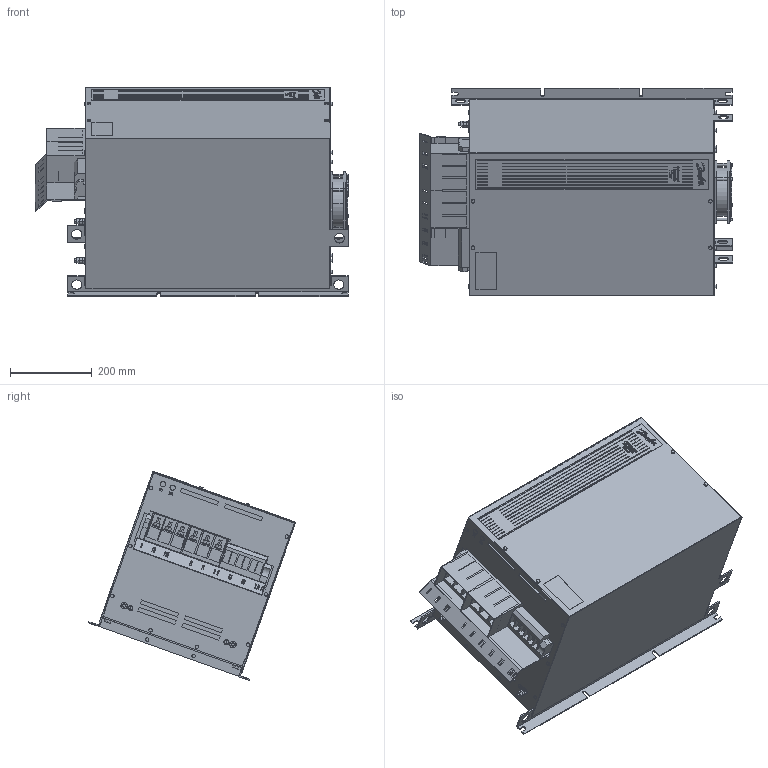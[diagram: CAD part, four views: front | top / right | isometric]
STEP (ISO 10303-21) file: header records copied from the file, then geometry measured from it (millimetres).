
FILE_DESCRIPTION((''),'2;1');
FILE_NAME('X6_IP20_IF_OUT_2','2023-05-08T12:07:46',('U388355'),('Danfoss Power Electronics'),'CREO PARAMETRIC BY PTC INC, 2020342','CREO PARAMETRIC BY PTC INC, 2020342','');
FILE_SCHEMA(('CONFIG_CONTROL_DESIGN','GEOMETRIC_VALIDATION_PROPERTIES_MIM'));
Products named in the file (1): X6_IP20_IF_OUT_2
Bounding box: 765.06 x 505.91 x 510.36 mm (x, y, z)
Volume: 5961941.4 mm3; surface area: 2779707.9 mm2
Topology: 3 solids, 35 shells, 2350 faces, 6661 edges, 4461 vertices
Faces by surface type: plane 1827, cylinder 481, extrusion 42
Entity records: 77265 total; most frequent: CARTESIAN_POINT 15222, DIRECTION 12330, ORIENTED_EDGE 12156, EDGE_CURVE 6658, VECTOR 5496, LINE 5454, VERTEX_POINT 4459, AXIS2_PLACEMENT_3D 3417
